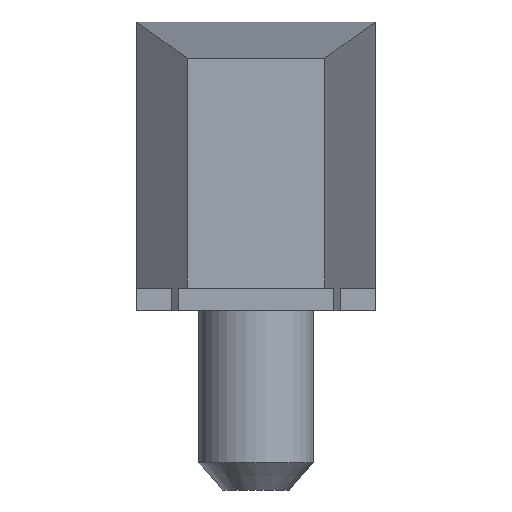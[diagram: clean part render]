
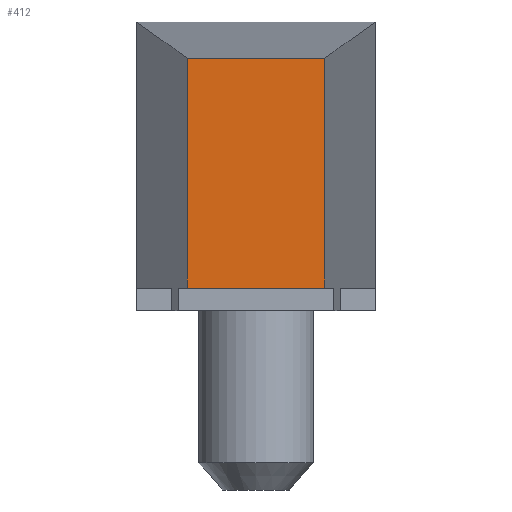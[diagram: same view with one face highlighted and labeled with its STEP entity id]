
A CAD part, front view. The second image highlights one B-rep face of the part: STEP entity #412.
In plain terms, the highlighted planar face has unit normal (0, -1, 0).
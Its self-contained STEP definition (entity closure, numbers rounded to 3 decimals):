
#55=ORIENTED_EDGE('',*,*,#159,.F.);
#56=ORIENTED_EDGE('',*,*,#160,.F.);
#57=ORIENTED_EDGE('',*,*,#161,.T.);
#58=ORIENTED_EDGE('',*,*,#162,.T.);
#159=EDGE_CURVE('',#212,#213,#245,.T.);
#160=EDGE_CURVE('',#214,#212,#246,.T.);
#161=EDGE_CURVE('',#214,#215,#247,.T.);
#162=EDGE_CURVE('',#215,#213,#248,.T.);
#212=VERTEX_POINT('',#637);
#213=VERTEX_POINT('',#638);
#214=VERTEX_POINT('',#640);
#215=VERTEX_POINT('',#642);
#245=LINE('',#636,#289);
#246=LINE('',#639,#290);
#247=LINE('',#641,#291);
#248=LINE('',#643,#292);
#289=VECTOR('',#516,1000.);
#290=VECTOR('',#517,1000.);
#291=VECTOR('',#518,1000.);
#292=VECTOR('',#519,1000.);
#332=EDGE_LOOP('',(#55,#56,#57,#58));
#364=FACE_BOUND('',#332,.T.);
#390=PLANE('',#455);
#412=ADVANCED_FACE('',(#364),#390,.T.);
#455=AXIS2_PLACEMENT_3D('',#635,#514,#515);
#514=DIRECTION('',(0.,-1.,0.));
#515=DIRECTION('',(0.,0.,-1.));
#516=DIRECTION('',(0.,0.,1.));
#517=DIRECTION('',(-1.,0.,0.));
#518=DIRECTION('',(0.,0.,1.));
#519=DIRECTION('',(-1.,0.,0.));
#635=CARTESIAN_POINT('',(0.952,-8.89,0.));
#636=CARTESIAN_POINT('',(-0.953,-8.89,0.));
#637=CARTESIAN_POINT('',(-0.953,-8.89,0.));
#638=CARTESIAN_POINT('',(-0.953,-8.89,3.18));
#639=CARTESIAN_POINT('',(0.952,-8.89,0.));
#640=CARTESIAN_POINT('',(0.952,-8.89,0.));
#641=CARTESIAN_POINT('',(0.952,-8.89,0.));
#642=CARTESIAN_POINT('',(0.952,-8.89,3.18));
#643=CARTESIAN_POINT('',(0.952,-8.89,3.18));
